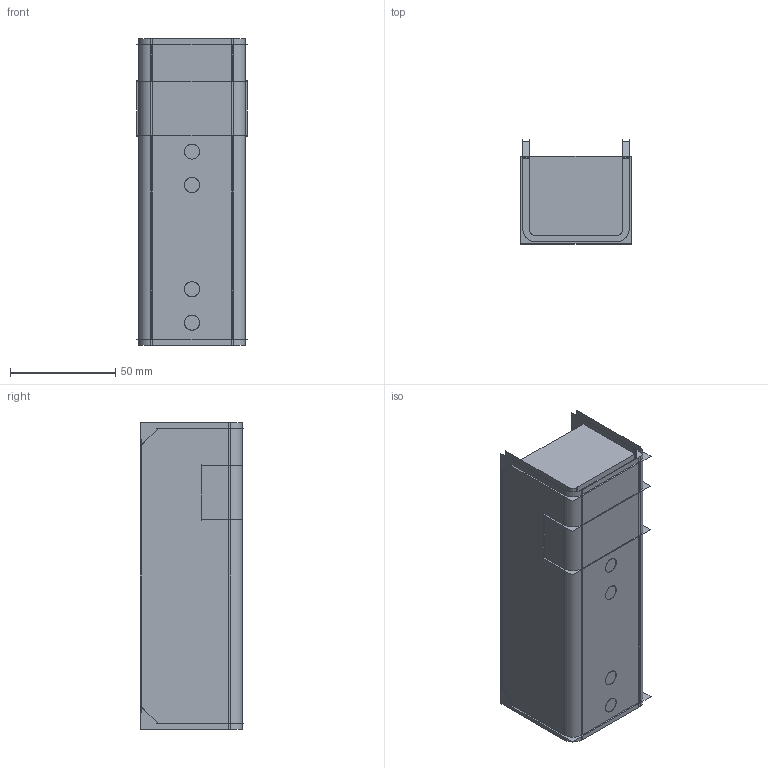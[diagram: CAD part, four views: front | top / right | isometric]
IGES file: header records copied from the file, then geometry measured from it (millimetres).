
Start section:  PTC IGES file: 156751.igs
Global section: file name: 156751.igs; native system: Creo Parametric by PTC Inc.; preprocessor: 2019292; author: PDMAdmin; organization: Unknown; date: 20220621.144026; units: millimetre
Bounding box: 52.57 x 49.12 x 145.29 mm (x, y, z)
Volume: 50501.6 mm3; surface area: 175374.7 mm2
Topology: 1 solids, 1 shells, 88 faces, 488 edges, 624 vertices
Faces by surface type: revolution 48, bspline 40
